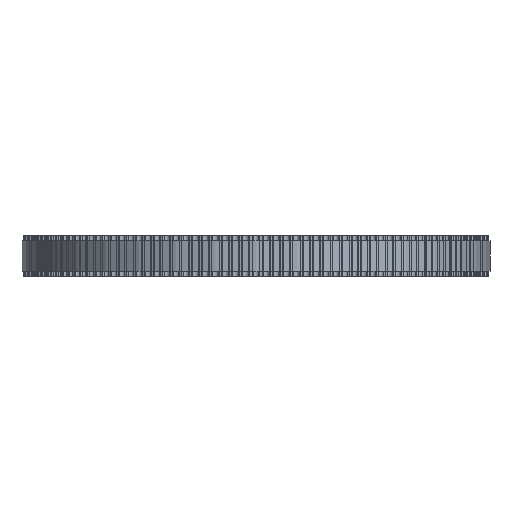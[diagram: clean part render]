
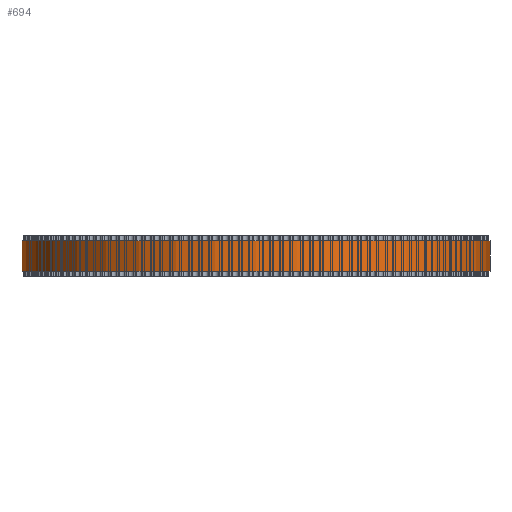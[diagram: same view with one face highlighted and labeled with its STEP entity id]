
A CAD part, front view. The second image highlights one B-rep face of the part: STEP entity #694.
In plain terms, the highlighted cylindrical face has radius 45.518 mm (diameter 91.037 mm), a full revolution.
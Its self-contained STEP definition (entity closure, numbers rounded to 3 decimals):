
#97=FACE_BOUND('',#2416,.T.);
#98=FACE_BOUND('',#2417,.T.);
#694=ADVANCED_FACE('',(#97,#98),#1267,.T.);
#1267=CYLINDRICAL_SURFACE('',#12727,45.518);
#2416=EDGE_LOOP('',(#6994));
#2417=EDGE_LOOP('',(#6995));
#6994=ORIENTED_EDGE('',*,*,#9858,.T.);
#6995=ORIENTED_EDGE('',*,*,#9859,.T.);
#8140=VERTEX_POINT('',#20180);
#8141=VERTEX_POINT('',#20182);
#9858=EDGE_CURVE('',#8140,#8140,#11004,.T.);
#9859=EDGE_CURVE('',#8141,#8141,#11005,.T.);
#11004=CIRCLE('',#12725,45.518);
#11005=CIRCLE('',#12726,45.518);
#12725=AXIS2_PLACEMENT_3D('',#20179,#16738,#16739);
#12726=AXIS2_PLACEMENT_3D('',#20181,#16740,#16741);
#12727=AXIS2_PLACEMENT_3D('',#20183,#16742,#16743);
#16738=DIRECTION('',(0.,0.,1.));
#16739=DIRECTION('',(1.,0.,0.));
#16740=DIRECTION('',(0.,0.,-1.));
#16741=DIRECTION('',(1.,0.,0.));
#16742=DIRECTION('',(0.,0.,1.));
#16743=DIRECTION('',(1.,0.,0.));
#20179=CARTESIAN_POINT('',(0.,0.,1.));
#20180=CARTESIAN_POINT('',(45.518,0.,1.));
#20181=CARTESIAN_POINT('',(0.,0.,7.));
#20182=CARTESIAN_POINT('',(45.518,0.,7.));
#20183=CARTESIAN_POINT('',(0.,0.,1.));
